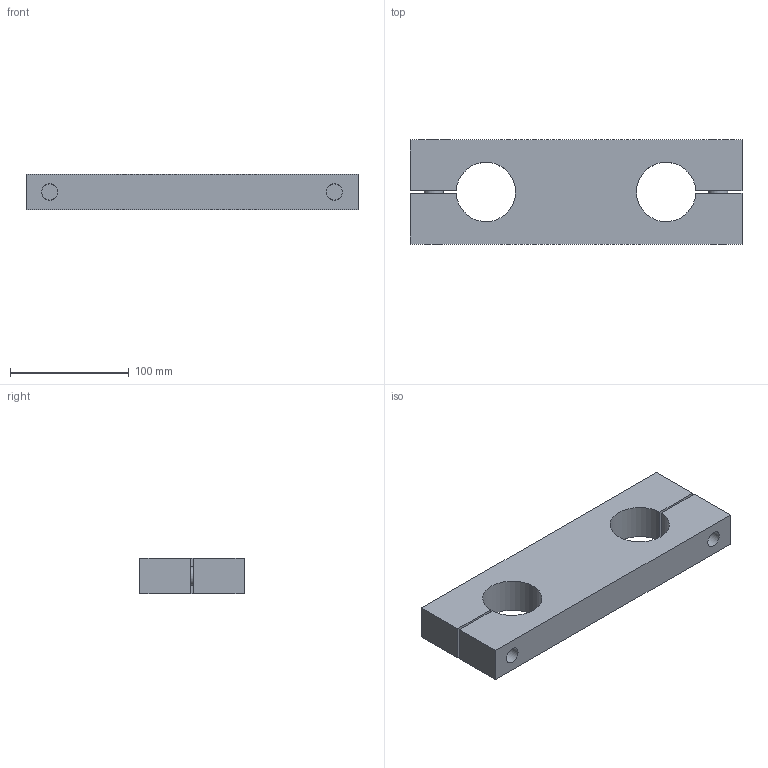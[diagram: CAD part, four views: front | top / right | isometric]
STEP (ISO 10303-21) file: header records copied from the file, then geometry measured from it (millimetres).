
FILE_DESCRIPTION(/* description */ (''),/* implementation_level */ '2;1');
FILE_NAME(/* name */ '191898-0.step',/* time_stamp */ '2021-08-19T15:43:03+02:00',/* author */ ('Muellerj'),/* organization */ (''),/* preprocessor_version */ 'ST-DEVELOPER v18.1',/* originating_system */ 'Autodesk Inventor 2021',/* authorisation */ '');
FILE_SCHEMA (('AUTOMOTIVE_DESIGN { 1 0 10303 214 3 1 1 }'));
Length unit declared in the file: millimetre
Products named in the file (3): MTW_1-00074491; leer; leer_1
Assembly tree (3 placements, depth 2):
  MTW_1-00074491
    leer
    leer_1  x2
Bounding box: 280 x 88 x 30 mm (x, y, z)
Volume: 595514.1 mm3; surface area: 93758.9 mm2
Topology: 3 solids, 3 shells, 56 faces, 134 edges, 88 vertices
Faces by surface type: plane 32, cylinder 14, cone 6, torus 4
Full cylindrical faces by diameter (mm): 13.835 x2, 16 x2, 17.5 x4, 24 x2, 26 x2
Entity records: 1318 total; most frequent: CARTESIAN_POINT 222, DIRECTION 216, ORIENTED_EDGE 194, EDGE_CURVE 97, AXIS2_PLACEMENT_3D 79, VERTEX_POINT 64, LINE 58, VECTOR 58
